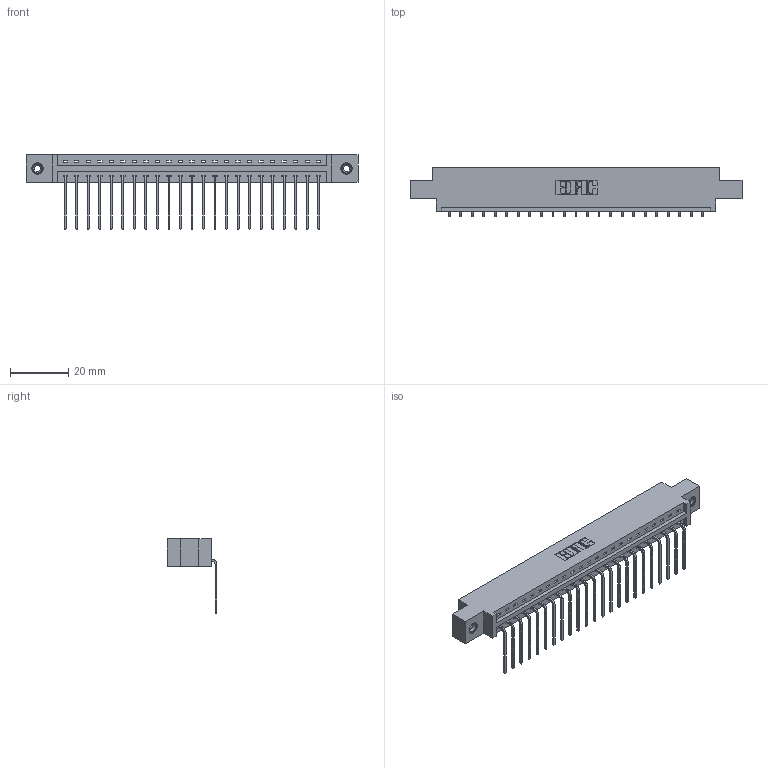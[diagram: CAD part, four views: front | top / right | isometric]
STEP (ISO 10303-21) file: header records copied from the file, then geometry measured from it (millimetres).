
FILE_DESCRIPTION (( 'STEP AP203' ), '1' );
FILE_NAME ('387-023-559-608.STEP', '2018-09-14T09:11:28', ( '' ), ( '' ), 'SwSTEP 2.0', 'SolidWorks 2016', '' );
FILE_SCHEMA (( 'CONFIG_CONTROL_DESIGN' ));
Length unit declared in the file: inch
Products named in the file (4): 345-250-001_345-250-003-102; 387-023-559-608; 337 Part_0.170 Offset - 0.156 Dia-TI; 345-292-001_558 559 Tail - 1
Assembly tree (26 placements, depth 2):
  387-023-559-608
    337 Part_0.170 Offset - 0.156 Dia-TI
    345-292-001_558 559 Tail - 1  x23
    345-250-001_345-250-003-102  x2
Bounding box: 114.15 x 17.09 x 25.53 mm (x, y, z)
Volume: 11578.6 mm3; surface area: 12456.2 mm2
Topology: 26 solids, 26 shells, 1650 faces, 4921 edges, 3242 vertices
Faces by surface type: plane 1210, cylinder 424, cone 12, torus 4
Entity records: 20956 total; most frequent: CARTESIAN_POINT 3630, ORIENTED_EDGE 3582, DIRECTION 3127, EDGE_CURVE 1791, VECTOR 1643, LINE 1643, VERTEX_POINT 1188, AXIS2_PLACEMENT_3D 742
